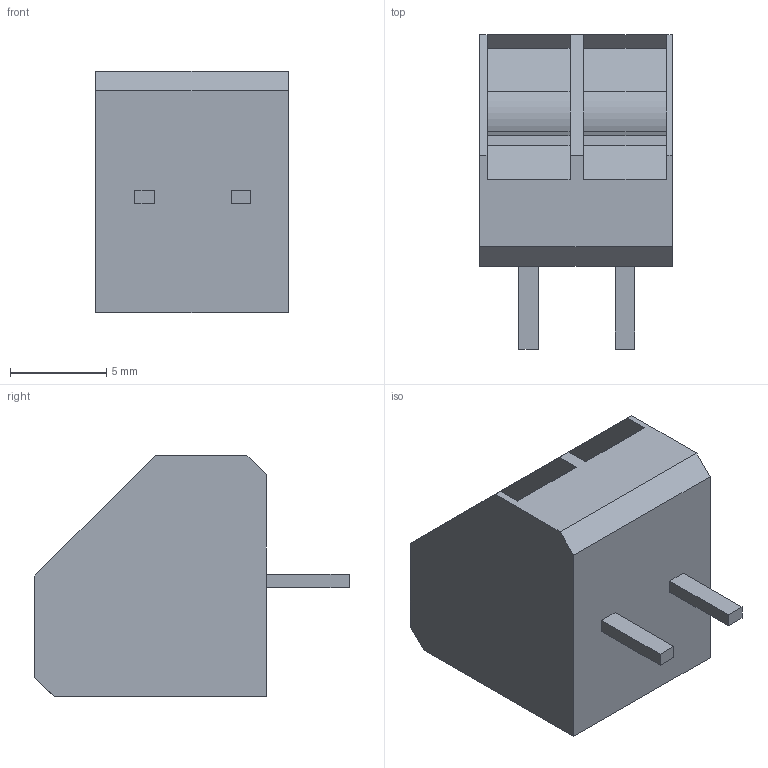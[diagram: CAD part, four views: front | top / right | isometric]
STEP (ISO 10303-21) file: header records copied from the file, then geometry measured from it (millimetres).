
FILE_DESCRIPTION((''),'2;1');
FILE_NAME('C-1776252-2','2021-08-25T01:47:53',('workeradm'),('TE Connectivity Ltd.'),'CREO PARAMETRIC BY PTC INC, 2021072','CREO PARAMETRIC BY PTC INC, 2021072','');
FILE_SCHEMA(('AUTOMOTIVE_DESIGN { 1 0 10303 214 1 1 1 1 }'));
Length unit declared in the file: millimetre
Products named in the file (1): C-1776252-2
Bounding box: 10 x 16.3 x 12.5 mm (x, y, z)
Volume: 1171 mm3; surface area: 848.5 mm2
Topology: 1 solids, 1 shells, 109 faces, 293 edges, 190 vertices
Faces by surface type: plane 95, cylinder 10, torus 4
Entity records: 3623 total; most frequent: CARTESIAN_POINT 738, ORIENTED_EDGE 586, DIRECTION 523, EDGE_CURVE 293, VECTOR 225, LINE 225, VERTEX_POINT 190, AXIS2_PLACEMENT_3D 149
